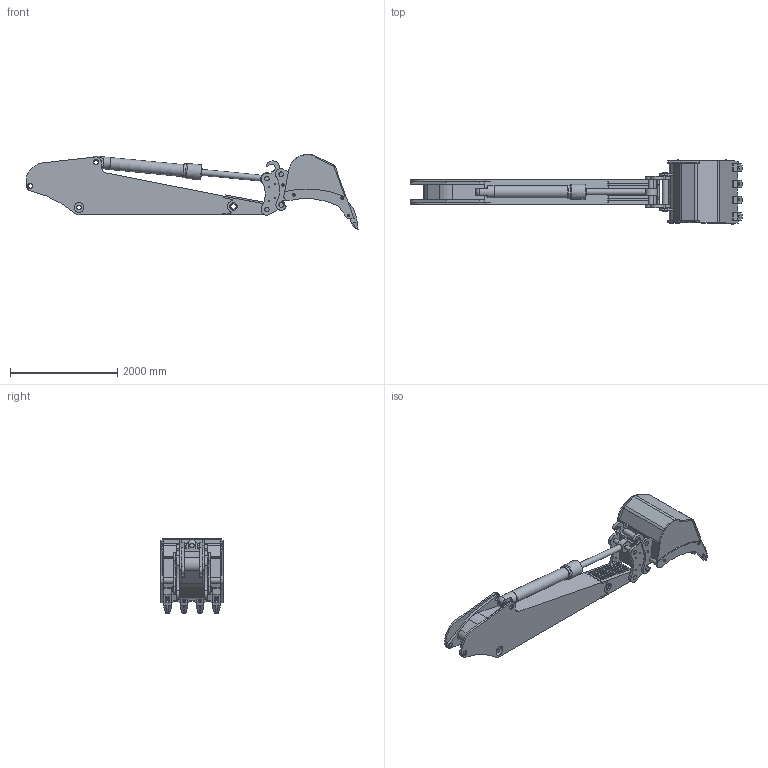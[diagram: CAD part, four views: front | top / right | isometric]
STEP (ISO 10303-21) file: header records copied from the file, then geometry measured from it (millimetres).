
FILE_DESCRIPTION(/* description */ ('','CAx-IF Rec.Pracs.---Representation and Presentation of Product Manufacturing Information (PMI)---4.0---2014-10-13'),/* implementation_level */ '2;1');
FILE_NAME(/* name */ 'assembly14x.step',/* time_stamp */ '2025-02-18T10:34:53+02:00',/* author */ (''),/* organization */ (''),/* preprocessor_version */ 'ST-DEVELOPER v20',/* originating_system */ 'Autodesk Translation Framework v13.20.0.188',/* authorisation */ '');
FILE_SCHEMA (('AP242_MANAGED_MODEL_BASED_3D_ENGINEERING_MIM_LF { 1 0 10303 442 1 1 4 }'));
Length unit declared in the file: millimetre
Products named in the file (6): assembly14x; tiltboom14x; toolbody14x; scoop14x; clinder80mm14x; rod80mm14x
Assembly tree (5 placements, depth 2):
  assembly14x
    tiltboom14x
    toolbody14x
    scoop14x
    clinder80mm14x
    rod80mm14x
Bounding box: 6182.92 x 1191.4 x 1395.01 mm (x, y, z)
Volume: 1100534201.5 mm3; surface area: 30525406.4 mm2
Topology: 5 solids, 7 shells, 643 faces, 1561 edges, 1007 vertices
Faces by surface type: plane 419, cylinder 155, cone 62, sphere 6, bspline 1
Full cylindrical faces by diameter (mm): 28 x19, 35 x4, 42 x2, 49 x6, 53.2 x4, 84 x20, 98 x6, 111.3 x1, 112 x2, 140 x4, 182 x3, 220.5 x1, 224 x3, 256.2 x1, 280 x1
Entity records: 19344 total; most frequent: CARTESIAN_POINT 3636, DIRECTION 3207, ORIENTED_EDGE 3122, EDGE_CURVE 1561, LINE 1075, VECTOR 1075, AXIS2_PLACEMENT_3D 1066, VERTEX_POINT 1007
